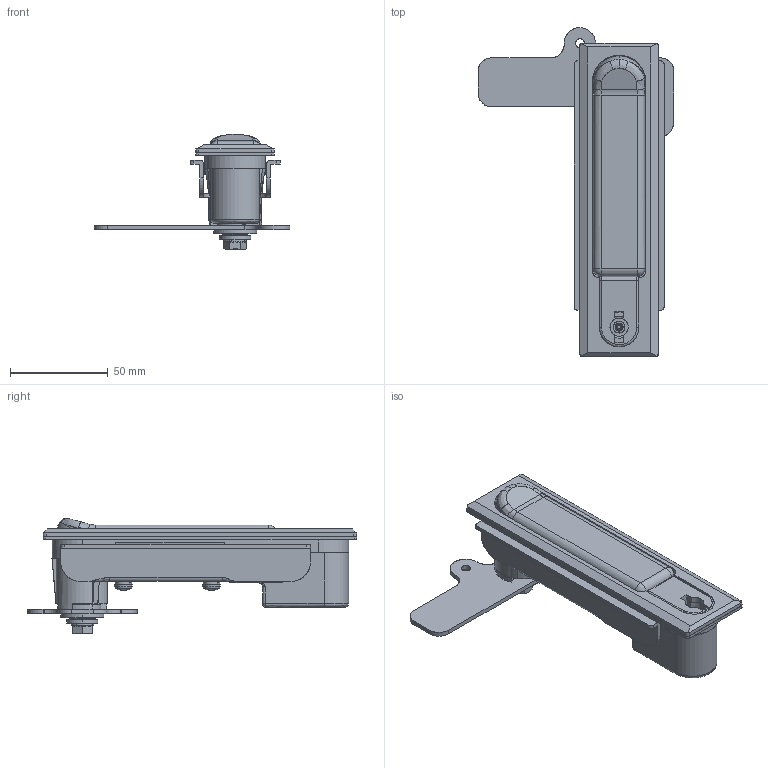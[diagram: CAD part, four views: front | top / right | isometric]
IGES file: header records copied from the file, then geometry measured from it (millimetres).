
Start section: SolidWorks IGES file using analytic representation for surfaces
Global section: file name: A-480-B-2.IGS; native system: SolidWorks 2018; preprocessor: SolidWorks 2018; author: 1300nh; date: 210310.073602; units: millimetre
Bounding box: 100 x 168 x 58.99 mm (x, y, z)
Surface area: 87154.4 mm2 (no closed solid volume)
Topology: 0 solids, 0 shells, 911 faces, 10525 edges, 10492 vertices
Faces by surface type: bspline 508, revolution 403
